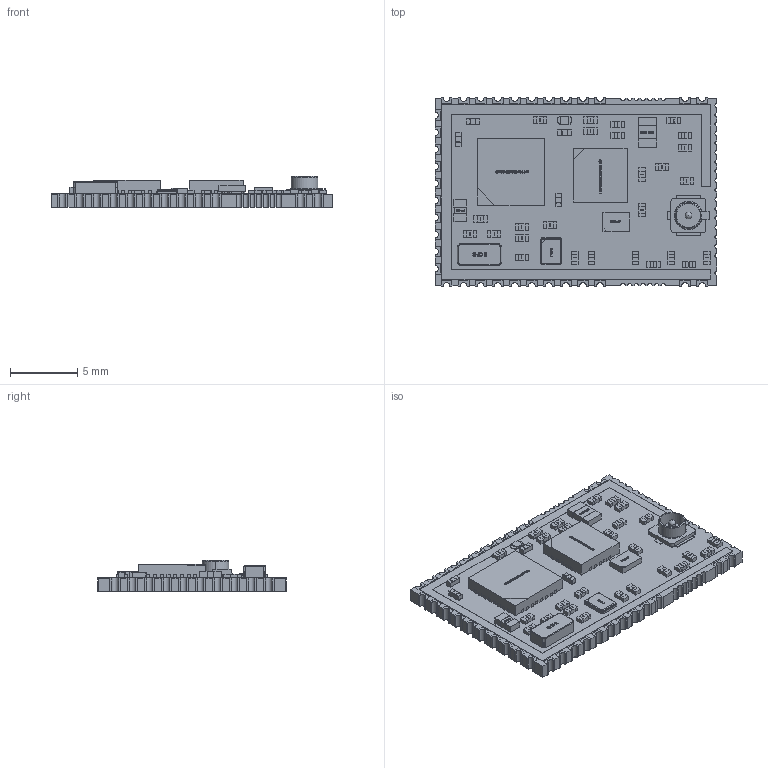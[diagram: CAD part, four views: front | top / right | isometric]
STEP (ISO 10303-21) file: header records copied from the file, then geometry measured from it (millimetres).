
FILE_DESCRIPTION (( 'STEP AP214' ), '1' );
FILE_NAME ('H00-005-000_Mini_0.STEP', '2015-03-30T11:08:26', ( '' ), ( '' ), 'SwSTEP 2.0', 'SolidWorks 2012', '' );
FILE_SCHEMA (( 'AUTOMOTIVE_DESIGN' ));
Length unit declared in the file: millimetre
Products named in the file (123): C4_1_1; C10_1_1; X1_1_1; QFN50P500X500X100-32N_1_25_1; DIO0402_1_1; CX2016DB-SMD4_1_1; QFN50P500X500X100-32N_1_30_1; C8_1_1; C21_1_1; Picoled_Green_1; Picoled_Green_1_3_1; Picoled_Green_1_4_1; C3_1_1; QFN50P500X500X100-32N_1_28_1; QFN50P500X500X100-32N_1_21_1; QFN50P500X500X100-32N_1_1; L2_1_1; QFN50P500X500X100-32N_1_29_1; L8_1_1; QFN50P500X500X100-32N_1_14_1; QFN50P500X500X100-32N_1_31_1; DIO0805_1_1; SMD0603_1_1; C23_1_1; QFN50P500X500X100-32N_1_18_1; QFN50P500X500X100-32N_1_2_1; C20_1_1; C12_1_1; QFN50P500X500X100-32N_1_12_1; R1_1_1; C0_1_1; C11_1_1; C17_1_1; Picoled_Green_1_2_1; C22_1_1; QFN50P500X500X100-32N_1_5_1; QFN50P500X500X100-32N_1_20_1; QFN50P500X500X100-32N_1_24_1; D3_1_1; C9_1_1 ...
Assembly tree (149 placements, depth 4):
  H00-005-000_Mini_0
    C16_1_1
      SMD0402_1_1
    R2_1_1
      Resi_0402_1
        Resi_0402_1_2_1
        Resi_0402_1_1
        Resi_0402_1_3_1
        Resi_0402_1_4_1
    U1_1_1
      QFN50P400X400X100-20N_1
        QFN50P400X400X100-20N_1_12_1
        QFN50P400X400X100-20N_1_16_1
        QFN50P400X400X100-20N_1_9_1
        QFN50P400X400X100-20N_1_7_1
        QFN50P400X400X100-20N_1_11_1
        QFN50P400X400X100-20N_1_18_1
        QFN50P400X400X100-20N_1_17_1
        QFN50P400X400X100-20N_1_6_1
        QFN50P400X400X100-20N_1_15_1
        QFN50P400X400X100-20N_1_21_1
        QFN50P400X400X100-20N_1_5_1
        QFN50P400X400X100-20N_1_10_1
        QFN50P400X400X100-20N_1_4_1
        QFN50P400X400X100-20N_1_8_1
        QFN50P400X400X100-20N_1_14_1
        QFN50P400X400X100-20N_1_3_1
        QFN50P400X400X100-20N_1_2_1
        QFN50P400X400X100-20N_1_13_1
        QFN50P400X400X100-20N_1_1
        QFN50P400X400X100-20N_1_20_1
        QFN50P400X400X100-20N_1_19_1
    C2_1_1
      SMD0402_1_1
    C15_1_1
      SMD0402_1_1
    C17_1_1
      SMD0402_1_1
    C14_1_1
      SMD0402_1_1
    C1_1_1
      SMD0402_1_1
    C9_1_1
      SMD0402_1_1
    C22_1_1
      SMD0402_1_1
    D3_1_1
      Picoled_Green_1
        Picoled_Green_1_4_1
        Picoled_Green_1_2_1
        Picoled_Green_1_1
        Picoled_Green_1_3_1
    R5_1_1
      Resi_0402_1
        Resi_0402_1_2_1
        Resi_0402_1_1
        Resi_0402_1_3_1
        Resi_0402_1_4_1
    R6_1_1
      Resi_0402_1
Bounding box: 21.01 x 14.02 x 2.32 mm (x, y, z)
Volume: 343.8 mm3; surface area: 983.8 mm2
Topology: 86 solids, 112 shells, 5306 faces, 13921 edges, 9269 vertices
Faces by surface type: plane 3324, bspline 1687, cylinder 270, sphere 13, torus 10, cone 2
Entity records: 138715 total; most frequent: CARTESIAN_POINT 49998, ORIENTED_EDGE 12796, DIRECTION 10097, EDGE_CURVE 6401, VECTOR 4759, LINE 4759, VERTEX_POINT 4258, UNCERTAINTY_MEASURE_WITH_UNIT 2723
